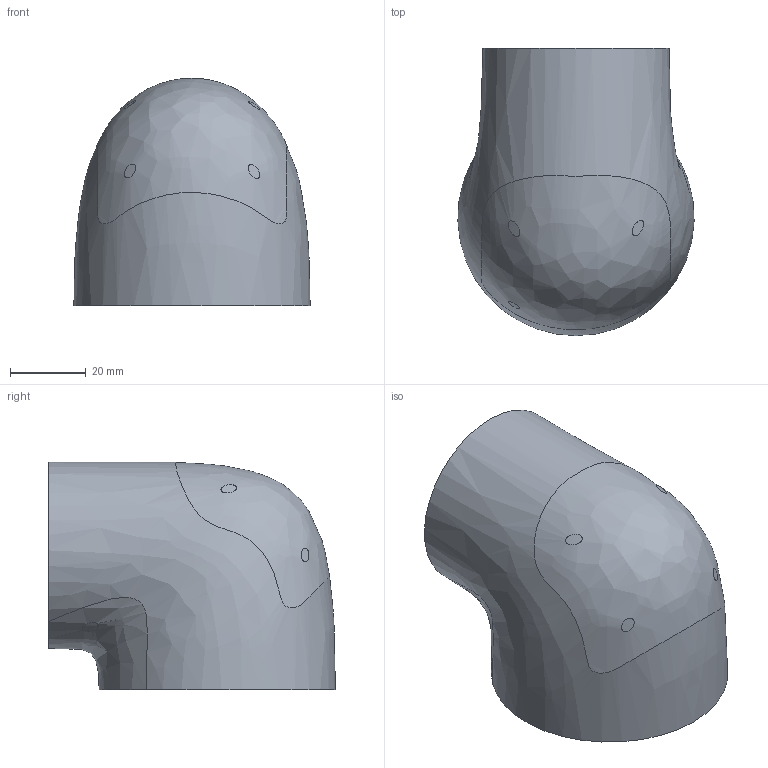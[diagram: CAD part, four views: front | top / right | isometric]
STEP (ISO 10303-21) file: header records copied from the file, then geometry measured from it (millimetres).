
FILE_DESCRIPTION (( 'STEP AP203' ), '1' );
FILE_NAME ('p3_Default_sldprt.STEP', '2024-01-07T19:18:49', ( '' ), ( '' ), 'SwSTEP 2.0', 'SolidWorks 2021', '' );
FILE_SCHEMA (( 'CONFIG_CONTROL_DESIGN' ));
Length unit declared in the file: millimetre
Products named in the file (1): p3_Default_sldprt
Bounding box: 62.53 x 75.94 x 60.35 mm (x, y, z)
Volume: 184207.2 mm3; surface area: 17845.9 mm2
Topology: 1 solids, 1 shells, 12 faces, 31 edges, 28 vertices
Faces by surface type: bspline 10, plane 2
Entity records: 1667 total; most frequent: CARTESIAN_POINT 1345, ORIENTED_EDGE 62, EDGE_CURVE 31, VERTEX_POINT 28, B_SPLINE_CURVE_WITH_KNOTS 25, EDGE_LOOP 19, DIRECTION 18, FACE_OUTER_BOUND 12
